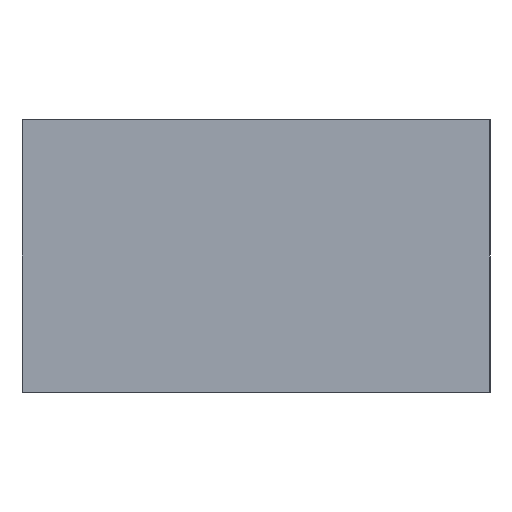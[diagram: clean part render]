
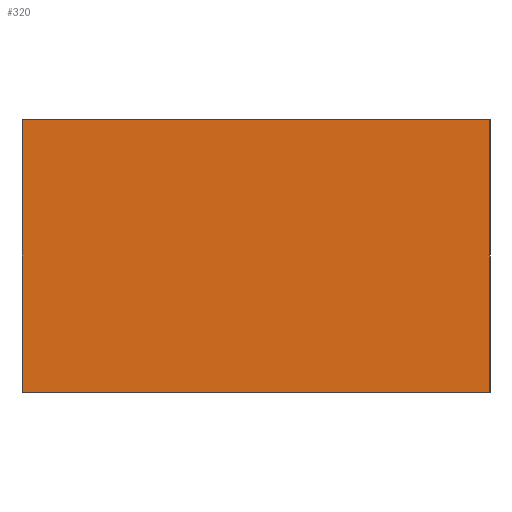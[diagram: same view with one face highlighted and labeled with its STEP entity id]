
A CAD part, left-side view. The second image highlights one B-rep face of the part: STEP entity #320.
In plain terms, the highlighted planar face has unit normal (-1, 0, 0).
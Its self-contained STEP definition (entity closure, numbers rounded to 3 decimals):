
#30=PLANE('',#358);
#47=FACE_OUTER_BOUND('',#67,.T.);
#67=EDGE_LOOP('',(#270,#271,#272,#273));
#94=LINE('',#513,#130);
#100=LINE('',#525,#136);
#101=LINE('',#528,#137);
#102=LINE('',#529,#138);
#130=VECTOR('',#419,10.);
#136=VECTOR('',#429,10.);
#137=VECTOR('',#432,10.);
#138=VECTOR('',#433,10.);
#170=VERTEX_POINT('',#510);
#171=VERTEX_POINT('',#512);
#175=VERTEX_POINT('',#523);
#176=VERTEX_POINT('',#527);
#204=EDGE_CURVE('',#171,#170,#94,.T.);
#211=EDGE_CURVE('',#170,#175,#100,.T.);
#212=EDGE_CURVE('',#175,#176,#101,.T.);
#213=EDGE_CURVE('',#176,#171,#102,.T.);
#270=ORIENTED_EDGE('',*,*,#211,.T.);
#271=ORIENTED_EDGE('',*,*,#212,.T.);
#272=ORIENTED_EDGE('',*,*,#213,.T.);
#273=ORIENTED_EDGE('',*,*,#204,.T.);
#320=ADVANCED_FACE('',(#47),#30,.T.);
#358=AXIS2_PLACEMENT_3D('',#526,#430,#431);
#419=DIRECTION('',(0.,1.,0.));
#429=DIRECTION('',(0.,0.,-1.));
#430=DIRECTION('center_axis',(-1.,0.,0.));
#431=DIRECTION('ref_axis',(0.,1.,0.));
#432=DIRECTION('',(0.,-1.,0.));
#433=DIRECTION('',(0.,0.,1.));
#510=CARTESIAN_POINT('',(-7.5,24.,8.));
#512=CARTESIAN_POINT('',(-7.5,-3.5,8.));
#513=CARTESIAN_POINT('',(-7.5,21.,8.));
#523=CARTESIAN_POINT('',(-7.5,24.,-8.));
#525=CARTESIAN_POINT('',(-7.5,24.,11.5));
#526=CARTESIAN_POINT('Origin',(-7.5,20.5,0.));
#527=CARTESIAN_POINT('',(-7.5,-3.5,-8.));
#528=CARTESIAN_POINT('',(-7.5,20.5,-8.));
#529=CARTESIAN_POINT('',(-7.5,-3.5,-8.));
